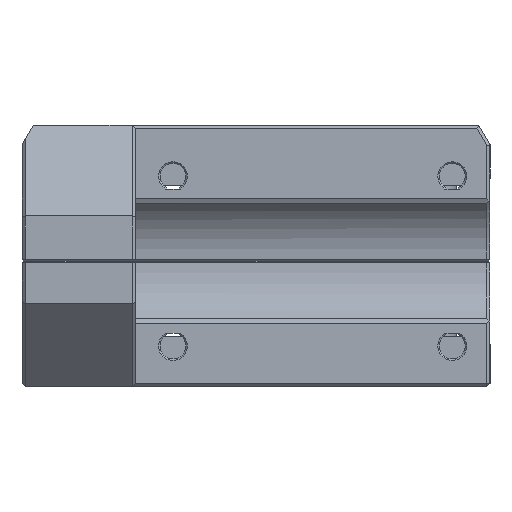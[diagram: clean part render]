
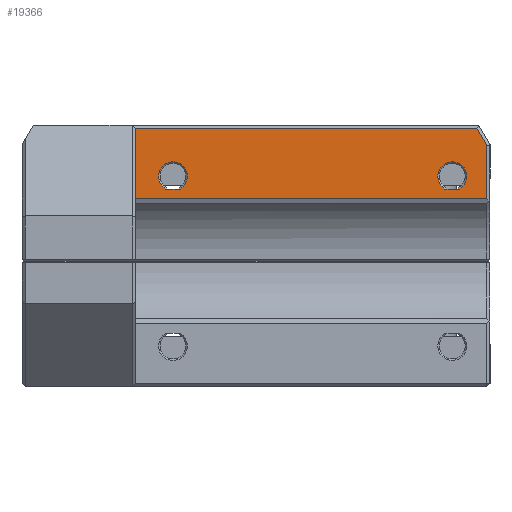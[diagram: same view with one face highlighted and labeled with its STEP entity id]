
A CAD part, left-side view. The second image highlights one B-rep face of the part: STEP entity #19366.
In plain terms, the highlighted planar face has unit normal (-1, 0, 0).
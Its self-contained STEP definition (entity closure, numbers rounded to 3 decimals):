
#48=(
BOUNDED_CURVE()
B_SPLINE_CURVE(2,(#28013,#28014,#28015),.UNSPECIFIED.,.F.,.F.)
B_SPLINE_CURVE_WITH_KNOTS((3,3),(-3.139,-3.114),
 .UNSPECIFIED.)
CURVE()
GEOMETRIC_REPRESENTATION_ITEM()
RATIONAL_B_SPLINE_CURVE((4.05,4.041,4.032))
REPRESENTATION_ITEM('')
);
#681=FACE_BOUND('',#2651,.T.);
#682=FACE_BOUND('',#2652,.T.);
#858=CIRCLE('',#20630,1.9);
#860=CIRCLE('',#20638,1.9);
#1482=FACE_OUTER_BOUND('',#2650,.T.);
#2650=EDGE_LOOP('',(#13707,#13708,#13709,#13710,#13711,#13712));
#2651=EDGE_LOOP('',(#13713,#13714,#13715,#13716));
#2652=EDGE_LOOP('',(#13717,#13718,#13719,#13720));
#3766=LINE('',#27869,#5892);
#3768=LINE('',#27873,#5894);
#3790=LINE('',#28001,#5916);
#4051=LINE('',#28935,#6177);
#4054=LINE('',#28946,#6180);
#4063=LINE('',#28963,#6189);
#4066=LINE('',#28974,#6192);
#4106=LINE('',#29063,#6232);
#4108=LINE('',#29066,#6234);
#4109=LINE('',#29067,#6235);
#4110=LINE('',#29068,#6236);
#5892=VECTOR('',#22262,10.);
#5894=VECTOR('',#22266,10.);
#5916=VECTOR('',#22308,10.);
#6177=VECTOR('',#22997,10.);
#6180=VECTOR('',#23008,10.);
#6189=VECTOR('',#23025,10.);
#6192=VECTOR('',#23036,10.);
#6232=VECTOR('',#23142,10.);
#6234=VECTOR('',#23146,10.);
#6235=VECTOR('',#23147,10.);
#6236=VECTOR('',#23148,10.);
#8012=VERTEX_POINT('',#27863);
#8014=VERTEX_POINT('',#27867);
#8015=VERTEX_POINT('',#27871);
#8035=VERTEX_POINT('',#27999);
#8038=VERTEX_POINT('',#28008);
#8278=VERTEX_POINT('',#28928);
#8281=VERTEX_POINT('',#28933);
#8283=VERTEX_POINT('',#28938);
#8285=VERTEX_POINT('',#28944);
#8286=VERTEX_POINT('',#28956);
#8289=VERTEX_POINT('',#28961);
#8291=VERTEX_POINT('',#28966);
#8293=VERTEX_POINT('',#28972);
#8309=VERTEX_POINT('',#29062);
#9838=EDGE_CURVE('',#8014,#8012,#3766,.T.);
#9840=EDGE_CURVE('',#8015,#8014,#3768,.T.);
#9871=EDGE_CURVE('',#8035,#8015,#3790,.T.);
#9876=EDGE_CURVE('',#8038,#8035,#48,.T.);
#10246=EDGE_CURVE('',#8281,#8278,#4051,.T.);
#10248=EDGE_CURVE('',#8283,#8281,#858,.T.);
#10251=EDGE_CURVE('',#8285,#8283,#4054,.T.);
#10260=EDGE_CURVE('',#8289,#8286,#4063,.T.);
#10262=EDGE_CURVE('',#8291,#8289,#860,.T.);
#10265=EDGE_CURVE('',#8293,#8291,#4066,.T.);
#10311=EDGE_CURVE('',#8012,#8309,#4106,.T.);
#10313=EDGE_CURVE('',#8309,#8038,#4108,.T.);
#10314=EDGE_CURVE('',#8285,#8278,#4109,.T.);
#10315=EDGE_CURVE('',#8293,#8286,#4110,.T.);
#13707=ORIENTED_EDGE('',*,*,#9838,.F.);
#13708=ORIENTED_EDGE('',*,*,#9840,.F.);
#13709=ORIENTED_EDGE('',*,*,#9871,.F.);
#13710=ORIENTED_EDGE('',*,*,#9876,.F.);
#13711=ORIENTED_EDGE('',*,*,#10313,.F.);
#13712=ORIENTED_EDGE('',*,*,#10311,.F.);
#13713=ORIENTED_EDGE('',*,*,#10314,.T.);
#13714=ORIENTED_EDGE('',*,*,#10246,.F.);
#13715=ORIENTED_EDGE('',*,*,#10248,.F.);
#13716=ORIENTED_EDGE('',*,*,#10251,.F.);
#13717=ORIENTED_EDGE('',*,*,#10315,.T.);
#13718=ORIENTED_EDGE('',*,*,#10260,.F.);
#13719=ORIENTED_EDGE('',*,*,#10262,.F.);
#13720=ORIENTED_EDGE('',*,*,#10265,.F.);
#18499=PLANE('',#20674);
#19366=ADVANCED_FACE('',(#1482,#681,#682),#18499,.T.);
#20630=AXIS2_PLACEMENT_3D('',#28940,#23001,#23002);
#20638=AXIS2_PLACEMENT_3D('',#28968,#23029,#23030);
#20674=AXIS2_PLACEMENT_3D('',#29065,#23144,#23145);
#22262=DIRECTION('',(0.,-0.5,-0.866));
#22266=DIRECTION('',(0.,-1.,0.));
#22308=DIRECTION('',(0.,0.,1.));
#22997=DIRECTION('',(0.,-0.707,-0.707));
#23001=DIRECTION('center_axis',(-1.,0.,0.));
#23002=DIRECTION('ref_axis',(0.,1.,0.));
#23008=DIRECTION('',(0.,-0.707,0.707));
#23025=DIRECTION('',(0.,-0.707,-0.707));
#23029=DIRECTION('center_axis',(-1.,0.,0.));
#23030=DIRECTION('ref_axis',(0.,1.,0.));
#23036=DIRECTION('',(0.,-0.707,0.707));
#23142=DIRECTION('',(0.,0.,-1.));
#23144=DIRECTION('center_axis',(-1.,0.,0.));
#23145=DIRECTION('ref_axis',(0.,-1.,0.));
#23146=DIRECTION('',(0.,1.,0.));
#23147=DIRECTION('',(0.,1.,0.));
#23148=DIRECTION('',(0.,1.,0.));
#27863=CARTESIAN_POINT('',(-36.5,-35.98,30.295));
#27867=CARTESIAN_POINT('',(-36.5,-34.649,32.6));
#27869=CARTESIAN_POINT('',(-36.5,-36.366,29.627));
#27871=CARTESIAN_POINT('',(-36.5,10.62,32.6));
#27873=CARTESIAN_POINT('',(-36.5,2.62,32.6));
#27999=CARTESIAN_POINT('',(-36.5,10.62,23.352));
#28001=CARTESIAN_POINT('',(-36.5,10.62,0.));
#28008=CARTESIAN_POINT('',(-36.5,10.69,23.268));
#28013=CARTESIAN_POINT('Ctrl Pts',(-36.5,10.69,23.268));
#28014=CARTESIAN_POINT('Ctrl Pts',(-36.5,10.655,23.31));
#28015=CARTESIAN_POINT('Ctrl Pts',(-36.5,10.62,23.352));
#28928=CARTESIAN_POINT('',(-36.5,6.607,24.55));
#28933=CARTESIAN_POINT('',(-36.5,6.964,24.906));
#28935=CARTESIAN_POINT('',(-36.5,1.402,19.345));
#28938=CARTESIAN_POINT('',(-36.5,4.276,24.906));
#28940=CARTESIAN_POINT('Origin',(-36.5,5.62,26.25));
#28944=CARTESIAN_POINT('',(-36.5,4.633,24.55));
#28946=CARTESIAN_POINT('',(-36.5,12.089,17.094));
#28956=CARTESIAN_POINT('',(-36.5,-30.393,24.55));
#28961=CARTESIAN_POINT('',(-36.5,-30.036,24.906));
#28963=CARTESIAN_POINT('',(-36.5,-26.348,28.595));
#28966=CARTESIAN_POINT('',(-36.5,-32.724,24.906));
#28968=CARTESIAN_POINT('Origin',(-36.5,-31.38,26.25));
#28972=CARTESIAN_POINT('',(-36.5,-32.367,24.55));
#28974=CARTESIAN_POINT('',(-36.5,-15.661,7.844));
#29062=CARTESIAN_POINT('',(-36.5,-35.98,23.268));
#29063=CARTESIAN_POINT('',(-36.5,-35.98,0.));
#29065=CARTESIAN_POINT('Origin',(-36.5,10.62,0.));
#29066=CARTESIAN_POINT('',(-36.5,-5.38,23.268));
#29067=CARTESIAN_POINT('',(-36.5,7.768,24.55));
#29068=CARTESIAN_POINT('',(-36.5,-10.732,24.55));
